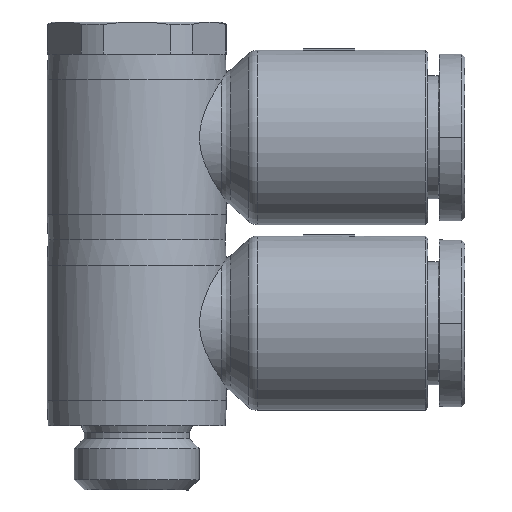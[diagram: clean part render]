
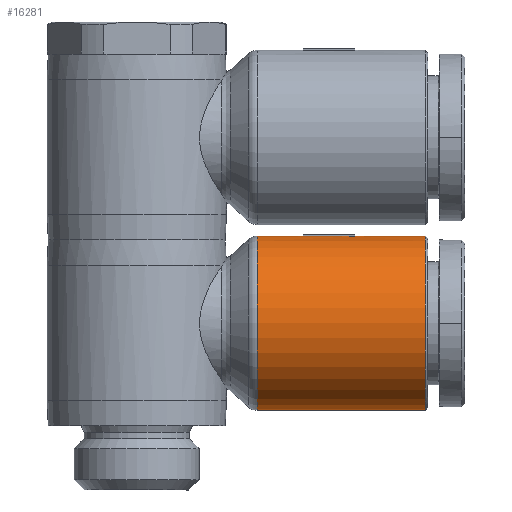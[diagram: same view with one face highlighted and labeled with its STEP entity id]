
A CAD part, front view. The second image highlights one B-rep face of the part: STEP entity #16281.
In plain terms, the highlighted cylindrical face has radius 6.8 mm (diameter 13.6 mm), a partial arc.
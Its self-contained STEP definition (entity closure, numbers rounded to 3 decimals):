
#2155=CARTESIAN_POINT('',(-20.5,0.,-7.7));
#2156=VERTEX_POINT('',#2155);
#2157=CARTESIAN_POINT('',(-15.,0.,-7.7));
#2158=VERTEX_POINT('',#2157);
#2159=CARTESIAN_POINT('',(-20.5,0.,-7.7));
#2160=DIRECTION('',(1.0,0.0,0.0));
#2161=VECTOR('',#2160,5.5);
#2162=LINE('',#2159,#2161);
#2163=EDGE_CURVE('',#2156,#2158,#2162,.T.);
#2165=CARTESIAN_POINT('',(-20.5,0.,-21.3));
#2166=VERTEX_POINT('',#2165);
#2174=CARTESIAN_POINT('',(-7.384,0.,-21.3));
#2175=VERTEX_POINT('',#2174);
#2176=CARTESIAN_POINT('',(-7.384,0.,-21.3));
#2177=DIRECTION('',(-1.0,0.0,0.0));
#2178=VECTOR('',#2177,13.116);
#2179=LINE('',#2176,#2178);
#2180=EDGE_CURVE('',#2175,#2166,#2179,.T.);
#2182=CARTESIAN_POINT('',(-7.384,0.,-7.7));
#2183=VERTEX_POINT('',#2182);
#2191=CARTESIAN_POINT('',(-11.,0.,-7.7));
#2192=VERTEX_POINT('',#2191);
#2193=CARTESIAN_POINT('',(-11.,0.,-7.7));
#2194=DIRECTION('',(1.0,0.0,0.0));
#2195=VECTOR('',#2194,3.616);
#2196=LINE('',#2193,#2195);
#2197=EDGE_CURVE('',#2192,#2183,#2196,.T.);
#2240=CARTESIAN_POINT('',(-7.384,0.,-14.5));
#2241=DIRECTION('',(1.0,0.0,0.0));
#2242=DIRECTION('',(0.0,0.0,-1.0));
#2243=AXIS2_PLACEMENT_3D('',#2240,#2241,#2242);
#2244=CIRCLE('',#2243,6.8);
#2245=EDGE_CURVE('',#2175,#2183,#2244,.T.);
#3587=CARTESIAN_POINT('',(-20.5,0.,-14.5));
#3588=DIRECTION('',(-1.0,0.0,0.0));
#3589=DIRECTION('',(0.0,0.0,1.0));
#3590=AXIS2_PLACEMENT_3D('',#3587,#3588,#3589);
#3591=CIRCLE('',#3590,6.8);
#3592=EDGE_CURVE('',#2156,#2166,#3591,.T.);
#15821=CARTESIAN_POINT('',(-15.,0.5,-7.718));
#15822=VERTEX_POINT('',#15821);
#15829=CARTESIAN_POINT('',(-15.,0.,-14.5));
#15830=DIRECTION('',(-1.0,0.0,0.0));
#15831=DIRECTION('',(0.0,0.0,1.0));
#15832=AXIS2_PLACEMENT_3D('',#15829,#15830,#15831);
#15833=CIRCLE('',#15832,6.8);
#15834=EDGE_CURVE('',#2158,#15822,#15833,.T.);
#15868=CARTESIAN_POINT('',(-11.,0.5,-7.718));
#15869=VERTEX_POINT('',#15868);
#15870=CARTESIAN_POINT('',(-15.,0.5,-7.718));
#15871=DIRECTION('',(1.0,0.0,0.0));
#15872=VECTOR('',#15871,4.0);
#15873=LINE('',#15870,#15872);
#15874=EDGE_CURVE('',#15822,#15869,#15873,.T.);
#15899=CARTESIAN_POINT('',(-11.,0.,-14.5));
#15900=DIRECTION('',(1.0,0.0,0.0));
#15901=DIRECTION('',(0.0,0.0,1.0));
#15902=AXIS2_PLACEMENT_3D('',#15899,#15900,#15901);
#15903=CIRCLE('',#15902,6.8);
#15904=EDGE_CURVE('',#15869,#2192,#15903,.T.);
#16266=CARTESIAN_POINT('',(-13.,0.,-14.5));
#16267=DIRECTION('',(1.0,0.,0.));
#16268=DIRECTION('',(0.0,0.0,1.0));
#16269=AXIS2_PLACEMENT_3D('',#16266,#16267,#16268);
#16270=CYLINDRICAL_SURFACE('',#16269,6.8);
#16271=ORIENTED_EDGE('',*,*,#2163,.T.);
#16272=ORIENTED_EDGE('',*,*,#15834,.T.);
#16273=ORIENTED_EDGE('',*,*,#15874,.T.);
#16274=ORIENTED_EDGE('',*,*,#15904,.T.);
#16275=ORIENTED_EDGE('',*,*,#2197,.T.);
#16276=ORIENTED_EDGE('',*,*,#2245,.F.);
#16277=ORIENTED_EDGE('',*,*,#2180,.T.);
#16278=ORIENTED_EDGE('',*,*,#3592,.F.);
#16279=EDGE_LOOP('',(#16271,#16272,#16273,#16274,#16275,#16276,#16277,#16278));
#16280=FACE_OUTER_BOUND('',#16279,.T.);
#16281=ADVANCED_FACE('',(#16280),#16270,.T.);
